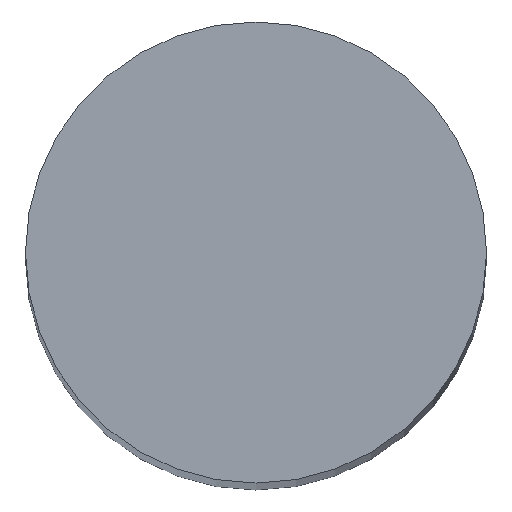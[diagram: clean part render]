
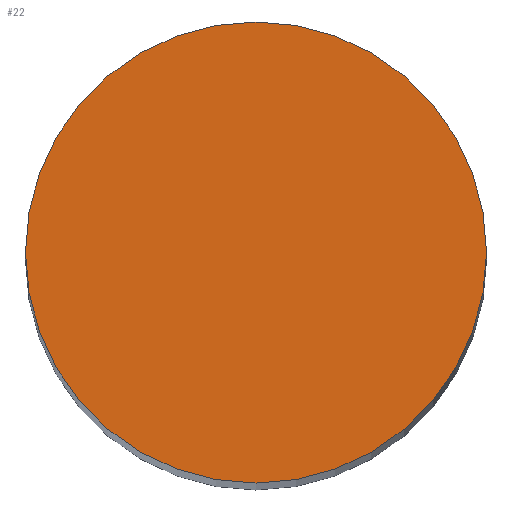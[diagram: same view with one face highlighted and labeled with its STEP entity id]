
A CAD part, top view. The second image highlights one B-rep face of the part: STEP entity #22.
In plain terms, the highlighted planar face has unit normal (0, 0, 1).
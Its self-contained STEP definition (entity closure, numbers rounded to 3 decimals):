
#11 = CARTESIAN_POINT ( 'NONE',  ( 4., -2.5, 76.5 ) ) ;
#21 = ORIENTED_EDGE ( 'NONE', *, *, #82, .T. ) ;
#22 = ADVANCED_FACE ( 'NONE', ( #172 ), #61, .F. ) ;
#34 = CIRCLE ( 'NONE', #58, 4. ) ;
#43 = CARTESIAN_POINT ( 'NONE',  ( -35., 12.5, 76.5 ) ) ;
#45 = DIRECTION ( 'NONE',  ( -1., 0., 0. ) ) ;
#57 = VERTEX_POINT ( 'NONE', #74 ) ;
#58 = AXIS2_PLACEMENT_3D ( 'NONE', #89, #105, #45 ) ;
#60 = EDGE_CURVE ( 'NONE', #57, #113, #34, .T. ) ;
#61 = PLANE ( 'NONE',  #75 ) ;
#74 = CARTESIAN_POINT ( 'NONE',  ( -4., -2.5, 76.5 ) ) ;
#75 = AXIS2_PLACEMENT_3D ( 'NONE', #43, #155, #87 ) ;
#82 = EDGE_CURVE ( 'NONE', #113, #57, #99, .T. ) ;
#86 = EDGE_LOOP ( 'NONE', ( #114, #21 ) ) ;
#87 = DIRECTION ( 'NONE',  ( -1., 0., 0. ) ) ;
#89 = CARTESIAN_POINT ( 'NONE',  ( 0., -2.5, 76.5 ) ) ;
#99 = CIRCLE ( 'NONE', #143, 4. ) ;
#105 = DIRECTION ( 'NONE',  ( 0., 0., 1. ) ) ;
#106 = DIRECTION ( 'NONE',  ( -1., 0., 0. ) ) ;
#113 = VERTEX_POINT ( 'NONE', #11 ) ;
#114 = ORIENTED_EDGE ( 'NONE', *, *, #60, .T. ) ;
#126 = DIRECTION ( 'NONE',  ( 0., 0., 1. ) ) ;
#127 = CARTESIAN_POINT ( 'NONE',  ( 0., -2.5, 76.5 ) ) ;
#143 = AXIS2_PLACEMENT_3D ( 'NONE', #127, #126, #106 ) ;
#155 = DIRECTION ( 'NONE',  ( 0., 0., -1. ) ) ;
#172 = FACE_OUTER_BOUND ( 'NONE', #86, .T. ) ;
